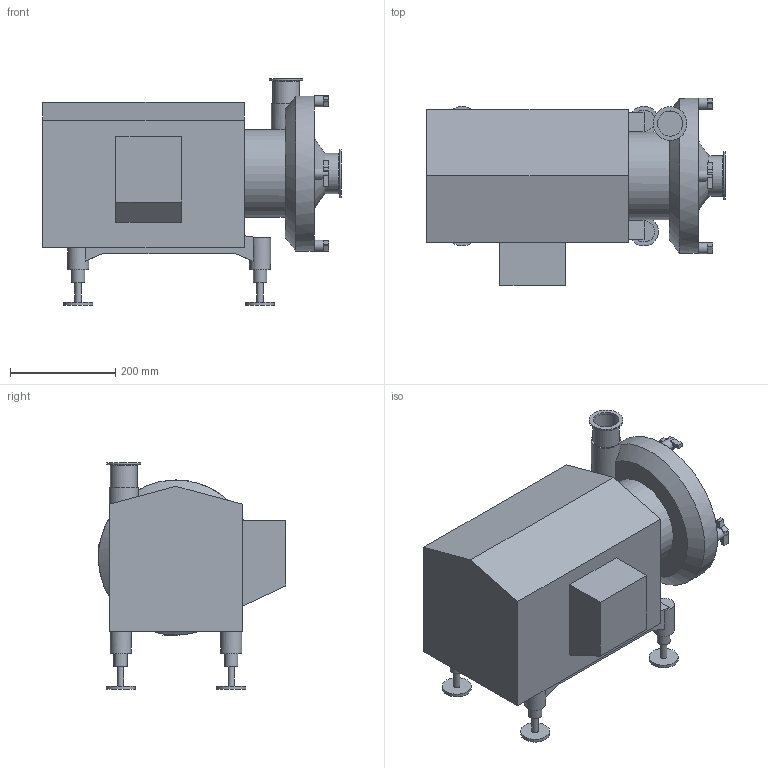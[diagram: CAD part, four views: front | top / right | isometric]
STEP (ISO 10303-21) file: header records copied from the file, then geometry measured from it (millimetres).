
FILE_DESCRIPTION(/* description */ (''),/* implementation_level */ '2;1');
FILE_NAME(/* name */ 'EZM_037_30X20_CXC.stp',/* time_stamp */ '2021-08-20T15:11:53+09:00',/* author */ ('m'),/* organization */ (''),/* preprocessor_version */ 'ST-DEVELOPER v18.1',/* originating_system */ 'Autodesk Inventor 2021',/* authorisation */ '');
FILE_SCHEMA (('AUTOMOTIVE_DESIGN { 1 0 10303 214 3 1 1 }'));
Length unit declared in the file: millimetre
Products named in the file (1): EZM_037_30X20_CXC
Bounding box: 567 x 356 x 430 mm (x, y, z)
Volume: 32098994.8 mm3; surface area: 908432.7 mm2
Topology: 1 solids, 5 shells, 171 faces, 409 edges, 264 vertices
Faces by surface type: plane 127, cylinder 34, cone 8, torus 1, bspline 1
Full cylindrical faces by diameter (mm): 10.917 x4, 12 x4, 21 x4, 25 x4, 40 x4, 47.8 x1, 50.8 x1, 55 x4, 55.8 x1, 64 x1, 72.3 x1, 76.3 x1, 91 x1, 166 x1, 294 x1
Entity records: 5111 total; most frequent: CARTESIAN_POINT 979, DIRECTION 870, ORIENTED_EDGE 814, EDGE_CURVE 407, AXIS2_PLACEMENT_3D 303, LINE 264, VECTOR 264, VERTEX_POINT 264
